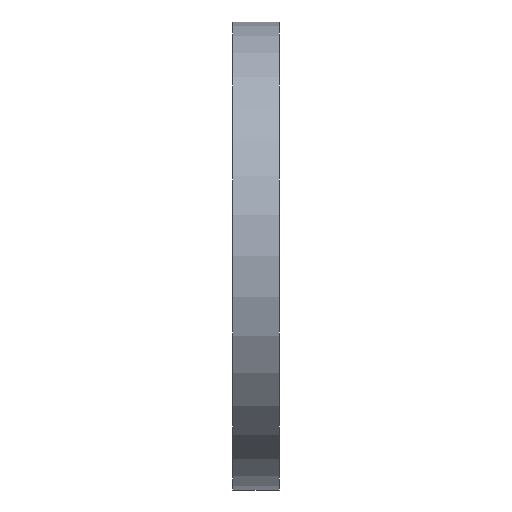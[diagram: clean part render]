
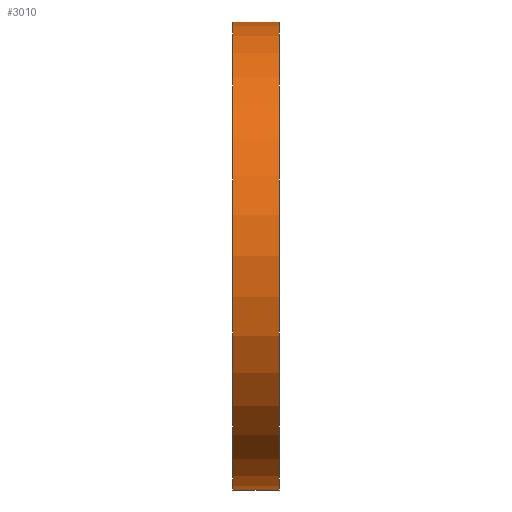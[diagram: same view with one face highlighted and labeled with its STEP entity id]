
A CAD part, left-side view. The second image highlights one B-rep face of the part: STEP entity #3010.
In plain terms, the highlighted cylindrical face has radius 40 mm (diameter 80 mm), a partial arc.
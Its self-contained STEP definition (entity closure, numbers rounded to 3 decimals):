
#385 = CARTESIAN_POINT ( 'NONE',  ( 0., 0., 40. ) ) ;
#768 = EDGE_CURVE ( 'NONE', #2500, #9071, #15600, .T. ) ;
#808 = DIRECTION ( 'NONE',  ( 0., 0., -1. ) ) ;
#1392 = DIRECTION ( 'NONE',  ( 0., -1., 0. ) ) ;
#1431 = ORIENTED_EDGE ( 'NONE', *, *, #9383, .F. ) ;
#1791 = DIRECTION ( 'NONE',  ( 0., 0., 1. ) ) ;
#1792 = EDGE_LOOP ( 'NONE', ( #8905, #1431, #8713, #1919 ) ) ;
#1896 = AXIS2_PLACEMENT_3D ( 'NONE', #5511, #6794, #1791 ) ;
#1919 = ORIENTED_EDGE ( 'NONE', *, *, #14297, .T. ) ;
#2500 = VERTEX_POINT ( 'NONE', #5349 ) ;
#3010 = ADVANCED_FACE ( 'NONE', ( #3473 ), #15907, .T. ) ;
#3473 = FACE_OUTER_BOUND ( 'NONE', #1792, .T. ) ;
#4195 = CARTESIAN_POINT ( 'NONE',  ( 0., 8., 40. ) ) ;
#4820 = AXIS2_PLACEMENT_3D ( 'NONE', #13292, #5735, #10956 ) ;
#5349 = CARTESIAN_POINT ( 'NONE',  ( 0., 8., -40. ) ) ;
#5511 = CARTESIAN_POINT ( 'NONE',  ( 0., 8., 0. ) ) ;
#5735 = DIRECTION ( 'NONE',  ( 0., 1., 0. ) ) ;
#6063 = CARTESIAN_POINT ( 'NONE',  ( 0., 8., 0. ) ) ;
#6656 = VERTEX_POINT ( 'NONE', #4195 ) ;
#6794 = DIRECTION ( 'NONE',  ( 0., 1., 0. ) ) ;
#7092 = CARTESIAN_POINT ( 'NONE',  ( 0., 0., -40. ) ) ;
#7141 = DIRECTION ( 'NONE',  ( 0., -1., 0. ) ) ;
#8713 = ORIENTED_EDGE ( 'NONE', *, *, #768, .T. ) ;
#8905 = ORIENTED_EDGE ( 'NONE', *, *, #15024, .F. ) ;
#9071 = VERTEX_POINT ( 'NONE', #7092 ) ;
#9087 = CIRCLE ( 'NONE', #4820, 40. ) ;
#9233 = AXIS2_PLACEMENT_3D ( 'NONE', #6063, #7141, #808 ) ;
#9383 = EDGE_CURVE ( 'NONE', #2500, #6656, #16201, .T. ) ;
#10701 = VECTOR ( 'NONE', #1392, 1000. ) ;
#10956 = DIRECTION ( 'NONE',  ( 0., 0., 1. ) ) ;
#11512 = CARTESIAN_POINT ( 'NONE',  ( 0., 8., 40. ) ) ;
#12583 = LINE ( 'NONE', #11512, #14789 ) ;
#12685 = DIRECTION ( 'NONE',  ( 0., -1., 0. ) ) ;
#13292 = CARTESIAN_POINT ( 'NONE',  ( 0., 0., 0. ) ) ;
#14297 = EDGE_CURVE ( 'NONE', #9071, #15624, #9087, .T. ) ;
#14789 = VECTOR ( 'NONE', #12685, 1000. ) ;
#15024 = EDGE_CURVE ( 'NONE', #6656, #15624, #12583, .T. ) ;
#15332 = CARTESIAN_POINT ( 'NONE',  ( 0., 8., -40. ) ) ;
#15600 = LINE ( 'NONE', #15332, #10701 ) ;
#15624 = VERTEX_POINT ( 'NONE', #385 ) ;
#15907 = CYLINDRICAL_SURFACE ( 'NONE', #9233, 40. ) ;
#16201 = CIRCLE ( 'NONE', #1896, 40. ) ;
